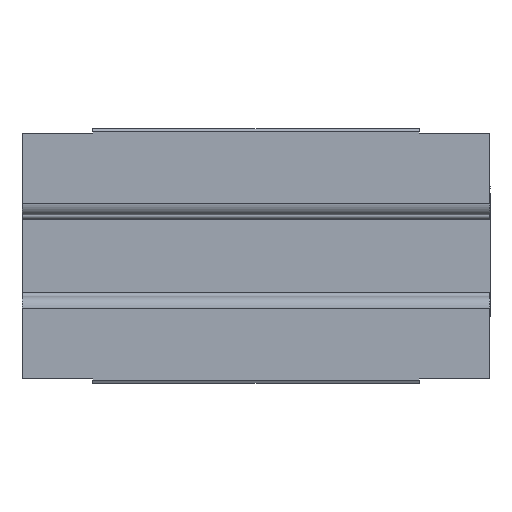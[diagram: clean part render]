
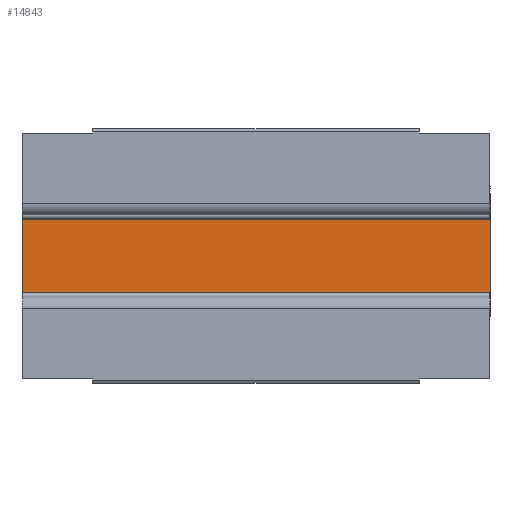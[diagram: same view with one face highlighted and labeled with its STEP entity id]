
A CAD part, front view. The second image highlights one B-rep face of the part: STEP entity #14843.
In plain terms, the highlighted planar face has unit normal (0, -1, 0).
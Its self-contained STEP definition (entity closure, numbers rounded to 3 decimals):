
#2135 = DIRECTION ( 'NONE',  ( 1., 0., 0. ) ) ;
#2136 = VECTOR ( 'NONE', #2135, 1000. ) ;
#2137 = CARTESIAN_POINT ( 'NONE',  ( -34.4, 4.7, -3.2 ) ) ;
#2138 = DIRECTION ( 'NONE',  ( 0., 0., 1. ) ) ;
#2139 = DIRECTION ( 'NONE',  ( 0., 1., 0. ) ) ;
#2140 = CARTESIAN_POINT ( 'NONE',  ( -200., 4.7, 3.5 ) ) ;
#2141 = AXIS2_PLACEMENT_3D ( 'NONE', #2140, #2139, #2138 ) ;
#2142 = LINE ( 'NONE', #2137, #2136 ) ;
#2143 = PLANE ( 'NONE',  #2141 ) ;
#2144 = FACE_OUTER_BOUND ( 'NONE', #14844, .T. ) ;
#2358 = DIRECTION ( 'NONE',  ( -1., 0., 0. ) ) ;
#2359 = VECTOR ( 'NONE', #2358, 1000. ) ;
#2360 = CARTESIAN_POINT ( 'NONE',  ( -65.6, 4.7, 3.2 ) ) ;
#2366 = LINE ( 'NONE', #2360, #2359 ) ;
#10974 = VERTEX_POINT ( 'NONE', #15944 ) ;
#10993 = VERTEX_POINT ( 'NONE', #15965 ) ;
#10995 = EDGE_CURVE ( 'NONE', #10993, #10974, #15964, .T. ) ;
#11133 = VERTEX_POINT ( 'NONE', #16404 ) ;
#11135 = EDGE_CURVE ( 'NONE', #11136, #11133, #16403, .T. ) ;
#11136 = VERTEX_POINT ( 'NONE', #16399 ) ;
#14843 = ADVANCED_FACE ( 'NONE', ( #2144 ), #2143, .F. ) ;
#14844 = EDGE_LOOP ( 'NONE', ( #14845, #14846, #14850, #14910 ) ) ;
#14845 = ORIENTED_EDGE ( 'NONE', *, *, #11135, .T. ) ;
#14846 = ORIENTED_EDGE ( 'NONE', *, *, #14847, .T. ) ;
#14847 = EDGE_CURVE ( 'NONE', #11133, #10993, #2142, .T. ) ;
#14850 = ORIENTED_EDGE ( 'NONE', *, *, #10995, .T. ) ;
#14910 = ORIENTED_EDGE ( 'NONE', *, *, #14911, .T. ) ;
#14911 = EDGE_CURVE ( 'NONE', #10974, #11136, #2366, .T. ) ;
#15944 = CARTESIAN_POINT ( 'NONE',  ( -34.4, 4.7, 3.2 ) ) ;
#15964 = LINE ( 'NONE', #16003, #16002 ) ;
#15965 = CARTESIAN_POINT ( 'NONE',  ( -34.4, 4.7, -3.2 ) ) ;
#16001 = DIRECTION ( 'NONE',  ( 0., 0., 1. ) ) ;
#16002 = VECTOR ( 'NONE', #16001, 1000. ) ;
#16003 = CARTESIAN_POINT ( 'NONE',  ( -34.4, 4.7, -3.5 ) ) ;
#16399 = CARTESIAN_POINT ( 'NONE',  ( -65.6, 4.7, 3.2 ) ) ;
#16400 = DIRECTION ( 'NONE',  ( 0., 0., -1. ) ) ;
#16401 = VECTOR ( 'NONE', #16400, 1000. ) ;
#16402 = CARTESIAN_POINT ( 'NONE',  ( -65.6, 4.7, -3.5 ) ) ;
#16403 = LINE ( 'NONE', #16402, #16401 ) ;
#16404 = CARTESIAN_POINT ( 'NONE',  ( -65.6, 4.7, -3.2 ) ) ;
